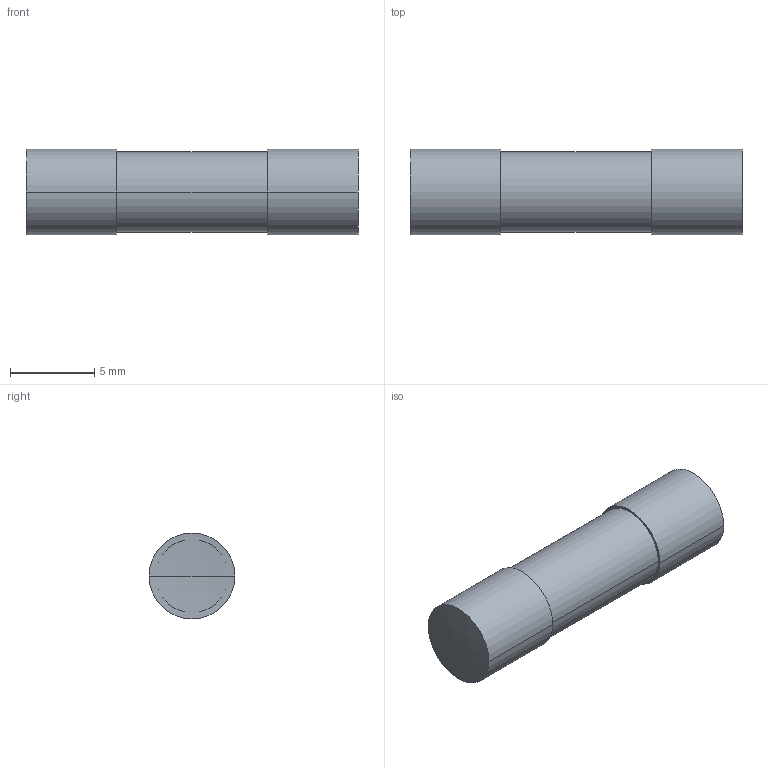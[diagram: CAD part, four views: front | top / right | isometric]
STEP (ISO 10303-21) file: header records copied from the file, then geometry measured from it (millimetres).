
FILE_DESCRIPTION (( 'STEP AP214' ), '1' );
FILE_NAME ('Fuse 5X20.STEP', '2013-01-31T14:34:43', ( 'Master' ), ( '' ), 'SwSTEP 2.0', 'SolidWorks 2010', '' );
FILE_SCHEMA (( 'AUTOMOTIVE_DESIGN' ));
Length unit declared in the file: millimetre
Products named in the file (2): Fuse 5X20; SW3dPS-Full Fuse_Fuse Small 1A
Assembly tree (1 placements, depth 2):
  Fuse 5X20
    SW3dPS-Full Fuse_Fuse Small 1A
Bounding box: 19.7 x 5.1 x 5.1 mm (x, y, z)
Volume: 82.3 mm3; surface area: 980.3 mm2
Topology: 4 solids, 4 shells, 25 faces, 43 edges, 28 vertices
Faces by surface type: cylinder 14, plane 8, bspline 3
Entity records: 1015 total; most frequent: CARTESIAN_POINT 145, DIRECTION 124, ORIENTED_EDGE 86, AXIS2_PLACEMENT_3D 55, EDGE_CURVE 43, UNCERTAINTY_MEASURE_WITH_UNIT 32, SURFACE_STYLE_USAGE 30, SURFACE_SIDE_STYLE 30
